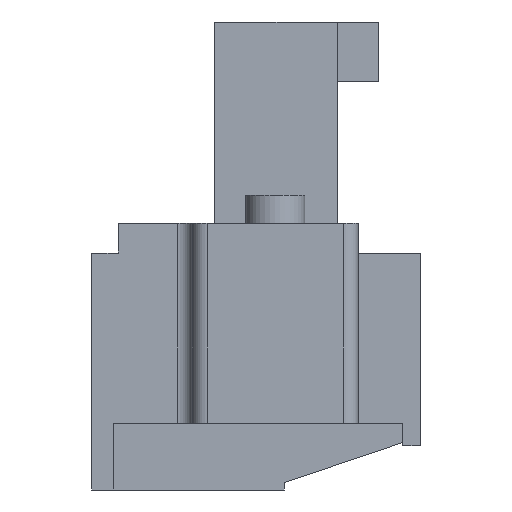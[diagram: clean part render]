
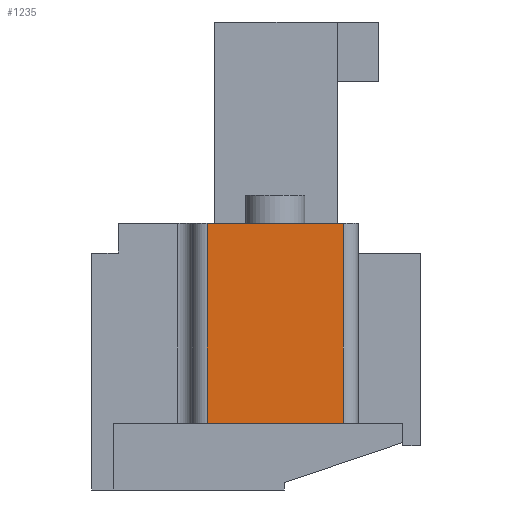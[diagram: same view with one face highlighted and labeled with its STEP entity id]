
A CAD part, left-side view. The second image highlights one B-rep face of the part: STEP entity #1235.
In plain terms, the highlighted planar face has unit normal (-1, 0, 0).
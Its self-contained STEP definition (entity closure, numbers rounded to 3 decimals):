
#1235 = ADVANCED_FACE( '', ( #2629 ), #2630, .T. );
#2629 = FACE_OUTER_BOUND( '', #4285, .T. );
#2630 = PLANE( '', #4286 );
#4285 = EDGE_LOOP( '', ( #7254, #7255, #7256, #7257 ) );
#4286 = AXIS2_PLACEMENT_3D( '', #7258, #7259, #7260 );
#7254 = ORIENTED_EDGE( '', *, *, #10939, .T. );
#7255 = ORIENTED_EDGE( '', *, *, #10940, .T. );
#7256 = ORIENTED_EDGE( '', *, *, #10418, .T. );
#7257 = ORIENTED_EDGE( '', *, *, #10941, .T. );
#7258 = CARTESIAN_POINT( '', ( -14.725, 0., 0. ) );
#7259 = DIRECTION( '', ( -1., 0., 0. ) );
#7260 = DIRECTION( '', ( 0., 0., 1. ) );
#10418 = EDGE_CURVE( '', #12677, #12678, #12679, .T. );
#10939 = EDGE_CURVE( '', #13479, #13480, #13481, .T. );
#10940 = EDGE_CURVE( '', #13480, #12677, #13482, .T. );
#10941 = EDGE_CURVE( '', #12678, #13479, #13483, .T. );
#12677 = VERTEX_POINT( '', #15828 );
#12678 = VERTEX_POINT( '', #15829 );
#12679 = LINE( '', #15830, #15831 );
#13479 = VERTEX_POINT( '', #17054 );
#13480 = VERTEX_POINT( '', #17055 );
#13481 = LINE( '', #17056, #17057 );
#13482 = LINE( '', #17058, #17059 );
#13483 = LINE( '', #17060, #17061 );
#15828 = CARTESIAN_POINT( '', ( -14.725, 1.05, -1.75 ) );
#15829 = CARTESIAN_POINT( '', ( -14.725, -3.55, -1.75 ) );
#15830 = CARTESIAN_POINT( '', ( -14.725, 1.55, -1.75 ) );
#15831 = VECTOR( '', #18932, 1000. );
#17054 = CARTESIAN_POINT( '', ( -14.725, -3.55, 5. ) );
#17055 = CARTESIAN_POINT( '', ( -14.725, 1.05, 5. ) );
#17056 = CARTESIAN_POINT( '', ( -14.725, -4.05, 5. ) );
#17057 = VECTOR( '', #19399, 1000. );
#17058 = CARTESIAN_POINT( '', ( -14.725, 1.05, -1.75 ) );
#17059 = VECTOR( '', #19400, 1000. );
#17060 = CARTESIAN_POINT( '', ( -14.725, -3.55, 5. ) );
#17061 = VECTOR( '', #19401, 1000. );
#18932 = DIRECTION( '', ( 0., -1., 0. ) );
#19399 = DIRECTION( '', ( 0., 1., 0. ) );
#19400 = DIRECTION( '', ( 0., 0., -1. ) );
#19401 = DIRECTION( '', ( 0., 0., 1. ) );
